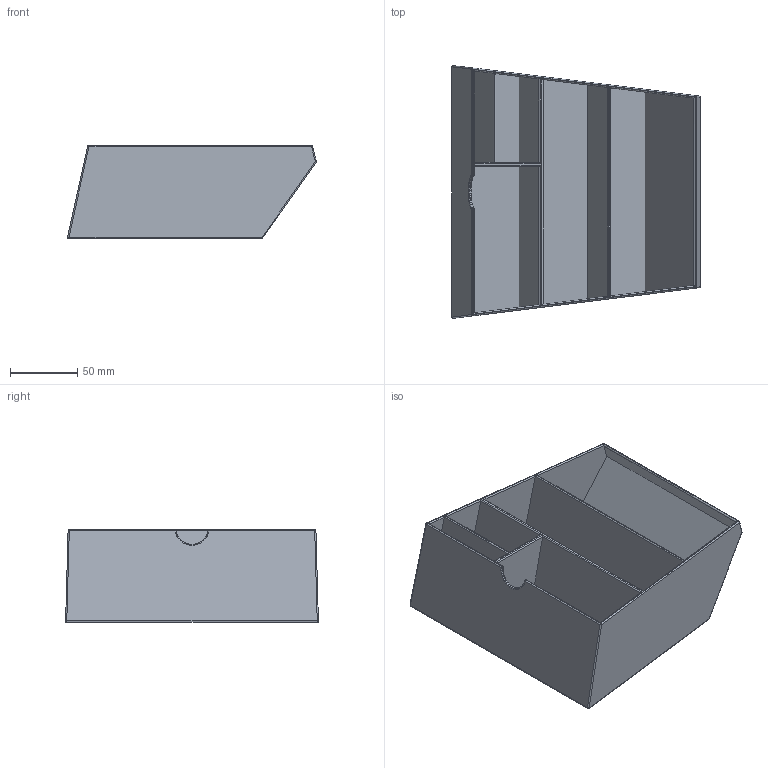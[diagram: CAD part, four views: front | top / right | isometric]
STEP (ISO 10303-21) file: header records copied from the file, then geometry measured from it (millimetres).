
FILE_DESCRIPTION(/* description */ (''),/* implementation_level */ '2;1');
FILE_NAME(/* name */ 'Mazda MX5 Cubby R1.step',/* time_stamp */ '2025-12-28T11:17:18+02:00',/* author */ (''),/* organization */ (''),/* preprocessor_version */ 'ST-DEVELOPER v20.1',/* originating_system */ 'Autodesk Translation Framework v14.21.0.0',/* authorisation */ '');
FILE_SCHEMA (('AUTOMOTIVE_DESIGN { 1 0 10303 214 3 1 1 }'));
Length unit declared in the file: millimetre
Products named in the file (1): Mazda MX5 Cubby R1
Bounding box: 184.7 x 187.7 x 69 mm (x, y, z)
Volume: 214663.5 mm3; surface area: 199938.4 mm2
Topology: 1 solids, 1 shells, 199 faces, 467 edges, 273 vertices
Faces by surface type: cylinder 96, plane 53, bspline 36, sphere 14
Entity records: 6313 total; most frequent: CARTESIAN_POINT 1680, DIRECTION 1022, ORIENTED_EDGE 934, EDGE_CURVE 467, AXIS2_PLACEMENT_3D 391, VERTEX_POINT 273, LINE 240, VECTOR 240
